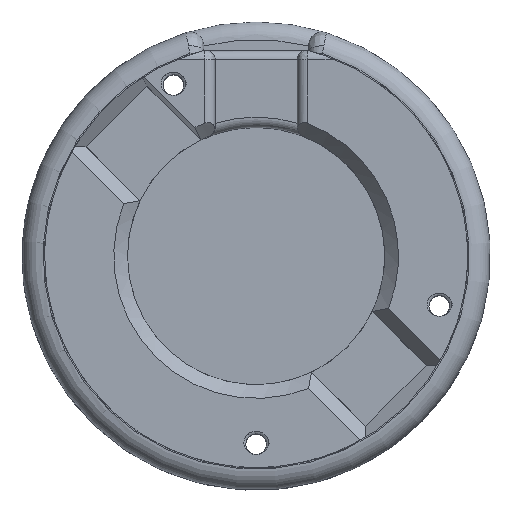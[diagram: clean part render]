
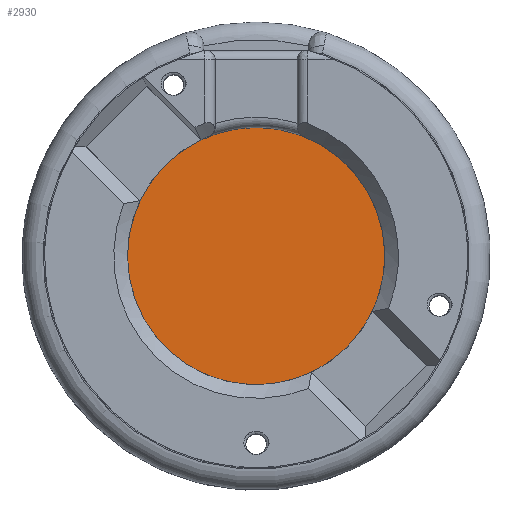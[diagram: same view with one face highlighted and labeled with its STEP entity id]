
A CAD part, top view. The second image highlights one B-rep face of the part: STEP entity #2930.
In plain terms, the highlighted planar face has unit normal (0, 0, 1).
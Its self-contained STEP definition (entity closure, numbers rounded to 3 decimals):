
#55=PLANE('',#3163);
#126=CIRCLE('',#3135,14.1);
#293=FACE_OUTER_BOUND('',#465,.T.);
#465=EDGE_LOOP('',(#2630));
#1293=VERTEX_POINT('',#7749);
#1709=EDGE_CURVE('',#1293,#1293,#126,.T.);
#2630=ORIENTED_EDGE('',*,*,#1709,.F.);
#2930=ADVANCED_FACE('',(#293),#55,.T.);
#3135=AXIS2_PLACEMENT_3D('',#7751,#3691,#3692);
#3163=AXIS2_PLACEMENT_3D('',#10613,#3760,#3761);
#3691=DIRECTION('center_axis',(0.,0.,-1.));
#3692=DIRECTION('ref_axis',(1.,0.,0.));
#3760=DIRECTION('center_axis',(0.,0.,1.));
#3761=DIRECTION('ref_axis',(1.,0.,0.));
#7749=CARTESIAN_POINT('',(-14.1,0.,1.25));
#7751=CARTESIAN_POINT('Origin',(0.,0.,1.25));
#10613=CARTESIAN_POINT('Origin',(0.,0.,1.25));
